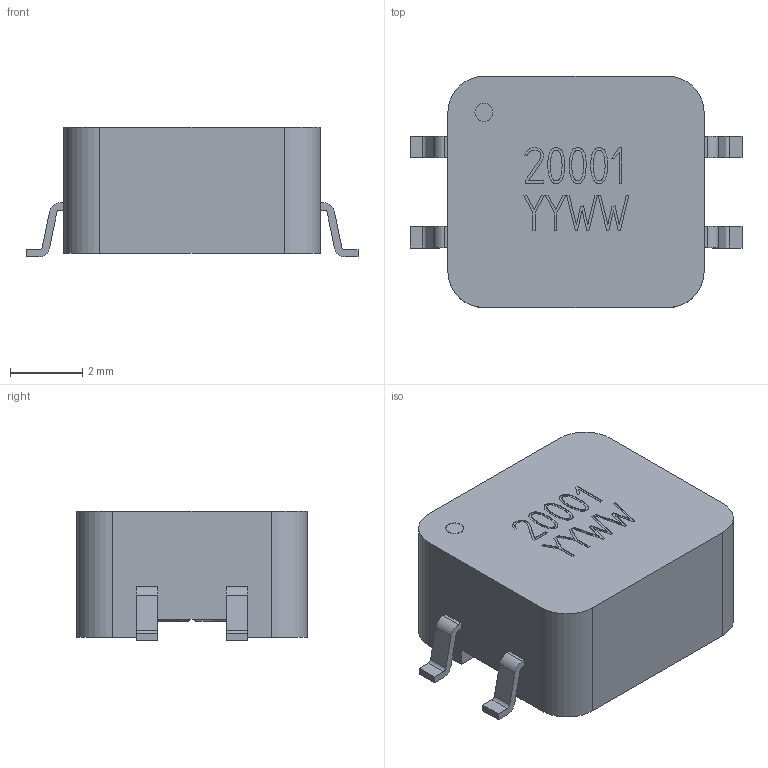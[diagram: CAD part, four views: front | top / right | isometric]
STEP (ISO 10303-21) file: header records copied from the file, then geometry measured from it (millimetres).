
FILE_DESCRIPTION(/* description */ ('Unknown'),/* implementation_level */ '2;1');
FILE_NAME(/* name */ 'HA42A',/* time_stamp */ '2021-10-27T14:19:12+08:00',/* author */ ('Unknown'),/* organization */ ('Unknown'),/* preprocessor_version */ 'ST-DEVELOPER v16.7',/* originating_system */ 'Solid Edge',/* authorisation */ 'Unknown');
FILE_SCHEMA (('AUTOMOTIVE_DESIGN {1 0 10303 214 3 1 1}'));
Products named in the file (1): HA42A
Bounding box: 9.2 x 6.4 x 3.6 mm (x, y, z)
Volume: 96.6 mm3; surface area: 347.2 mm2
Topology: 3 solids, 3 shells, 329 faces, 754 edges, 448 vertices
Faces by surface type: bspline 170, plane 132, cylinder 23, torus 4
Full cylindrical faces by diameter (mm): 0.5 x1, 1.567 x1, 4.748 x1
Entity records: 33255 total; most frequent: CARTESIAN_POINT 26089, ORIENTED_EDGE 1160, DIRECTION 1037, EDGE_CURVE 580, EDGE_LOOP 522, FACE_BOUND 522, VERTEX_POINT 448, AXIS2_PLACEMENT_3D 372
